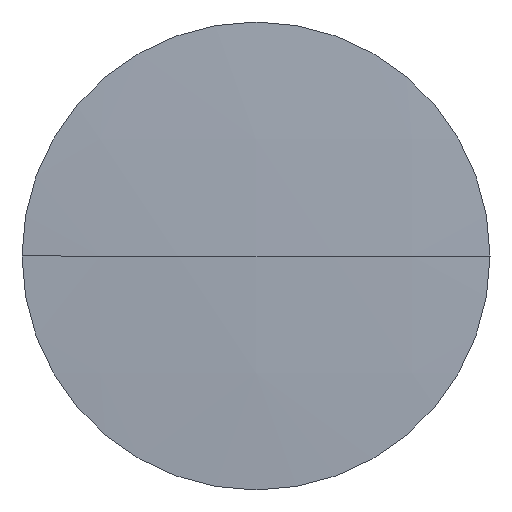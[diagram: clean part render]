
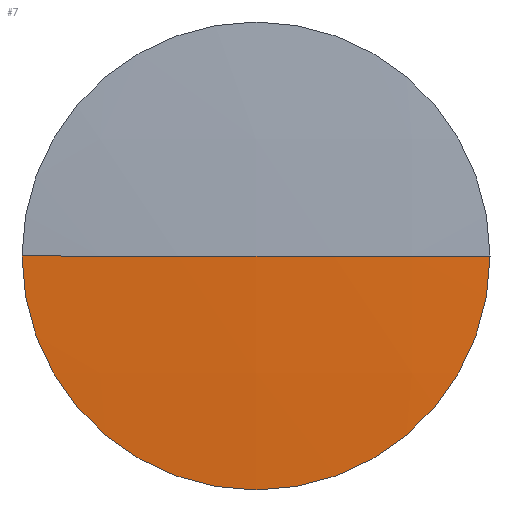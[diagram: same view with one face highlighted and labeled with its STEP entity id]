
A CAD part, left-side view. The second image highlights one B-rep face of the part: STEP entity #7.
In plain terms, the highlighted spherical face has radius 443.5 mm.
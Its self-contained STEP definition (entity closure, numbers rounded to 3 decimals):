
#5 = AXIS2_PLACEMENT_3D ( 'NONE', #11, #85, #116 ) ;
#7 = ADVANCED_FACE ( 'NONE', ( #70 ), #187, .T. ) ;
#11 = CARTESIAN_POINT ( 'NONE',  ( 688.782, 130.434, 0. ) ) ;
#22 = AXIS2_PLACEMENT_3D ( 'NONE', #110, #43, #41 ) ;
#23 = EDGE_CURVE ( 'NONE', #80, #93, #188, .T. ) ;
#32 = CARTESIAN_POINT ( 'NONE',  ( 688.782, 130.434, 0. ) ) ;
#41 = DIRECTION ( 'NONE',  ( 0., 1., 0. ) ) ;
#43 = DIRECTION ( 'NONE',  ( 0., 0., -1. ) ) ;
#51 = ORIENTED_EDGE ( 'NONE', *, *, #87, .T. ) ;
#57 = CARTESIAN_POINT ( 'NONE',  ( 245.282, 130.434, 0. ) ) ;
#59 = ORIENTED_EDGE ( 'NONE', *, *, #109, .F. ) ;
#70 = FACE_OUTER_BOUND ( 'NONE', #104, .T. ) ;
#72 = DIRECTION ( 'NONE',  ( 0., 0., -1. ) ) ;
#80 = VERTEX_POINT ( 'NONE', #133 ) ;
#85 = DIRECTION ( 'NONE',  ( 0., 0., 1. ) ) ;
#87 = EDGE_CURVE ( 'NONE', #183, #80, #190, .T. ) ;
#91 = CARTESIAN_POINT ( 'NONE',  ( 245.987, 155.434, 0. ) ) ;
#93 = VERTEX_POINT ( 'NONE', #57 ) ;
#100 = AXIS2_PLACEMENT_3D ( 'NONE', #115, #191, #168 ) ;
#104 = EDGE_LOOP ( 'NONE', ( #51, #119, #59 ) ) ;
#109 = EDGE_CURVE ( 'NONE', #183, #93, #184, .T. ) ;
#110 = CARTESIAN_POINT ( 'NONE',  ( 688.782, 130.434, 0. ) ) ;
#115 = CARTESIAN_POINT ( 'NONE',  ( 245.987, 130.434, 0. ) ) ;
#116 = DIRECTION ( 'NONE',  ( 1., 0., 0. ) ) ;
#119 = ORIENTED_EDGE ( 'NONE', *, *, #23, .T. ) ;
#132 = AXIS2_PLACEMENT_3D ( 'NONE', #32, #72, #181 ) ;
#133 = CARTESIAN_POINT ( 'NONE',  ( 245.987, 105.434, 0. ) ) ;
#168 = DIRECTION ( 'NONE',  ( 0., -1., 0. ) ) ;
#181 = DIRECTION ( 'NONE',  ( 0., 1., 0. ) ) ;
#183 = VERTEX_POINT ( 'NONE', #91 ) ;
#184 = CIRCLE ( 'NONE', #5, 443.5 ) ;
#187 = SPHERICAL_SURFACE ( 'NONE', #22, 443.5 ) ;
#188 = CIRCLE ( 'NONE', #132, 443.5 ) ;
#190 = CIRCLE ( 'NONE', #100, 25. ) ;
#191 = DIRECTION ( 'NONE',  ( -1., 0., 0. ) ) ;
